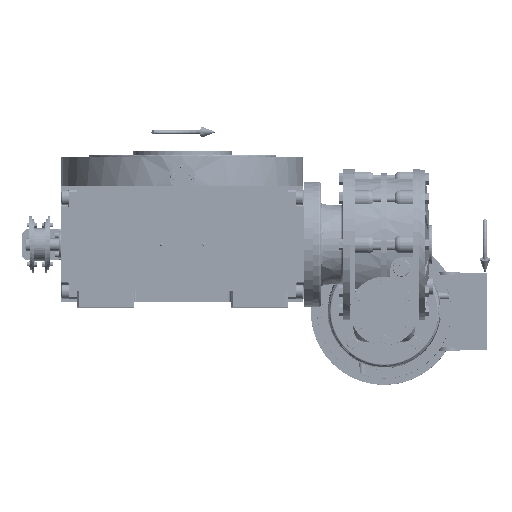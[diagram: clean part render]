
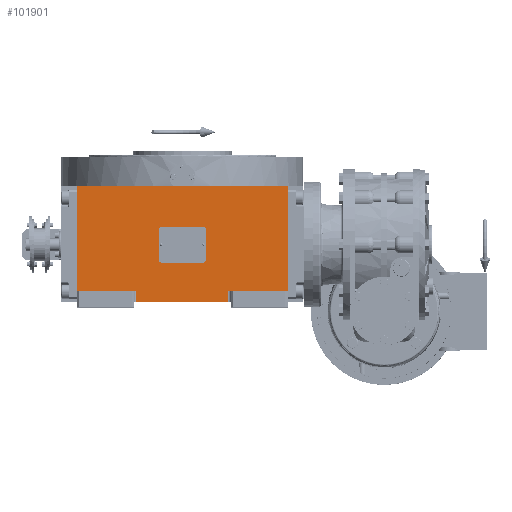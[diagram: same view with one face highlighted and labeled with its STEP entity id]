
A CAD part, top view. The second image highlights one B-rep face of the part: STEP entity #101901.
In plain terms, the highlighted planar face has unit normal (0, 0, 1).
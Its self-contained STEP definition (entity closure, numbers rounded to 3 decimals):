
#2585 = VECTOR ( 'NONE', #65590, 1000. ) ;
#5211 = EDGE_CURVE ( 'NONE', #150441, #61991, #153166, .T. ) ;
#7717 = CARTESIAN_POINT ( 'NONE',  ( -59., -73., 226. ) ) ;
#9917 = FACE_OUTER_BOUND ( 'NONE', #154650, .T. ) ;
#13619 = LINE ( 'NONE', #26384, #2585 ) ;
#13704 = EDGE_CURVE ( 'NONE', #19824, #93492, #45766, .T. ) ;
#13783 = LINE ( 'NONE', #106602, #97986 ) ;
#15651 = DIRECTION ( 'NONE',  ( 1., 0., 0. ) ) ;
#16460 = CARTESIAN_POINT ( 'NONE',  ( 59., -59., 226. ) ) ;
#19824 = VERTEX_POINT ( 'NONE', #167232 ) ;
#21029 = CARTESIAN_POINT ( 'NONE',  ( 135., -59., 226. ) ) ;
#22741 = AXIS2_PLACEMENT_3D ( 'NONE', #73799, #84912, #111305 ) ;
#25464 = ORIENTED_EDGE ( 'NONE', *, *, #5211, .T. ) ;
#26384 = CARTESIAN_POINT ( 'NONE',  ( -135., -59., 226. ) ) ;
#29995 = VERTEX_POINT ( 'NONE', #115621 ) ;
#36878 = VECTOR ( 'NONE', #95755, 1000. ) ;
#41841 = CARTESIAN_POINT ( 'NONE',  ( 135., 75., 226. ) ) ;
#41895 = DIRECTION ( 'NONE',  ( 0., -1., 0. ) ) ;
#42924 = LINE ( 'NONE', #69294, #111033 ) ;
#45766 = LINE ( 'NONE', #21029, #75324 ) ;
#48071 = ORIENTED_EDGE ( 'NONE', *, *, #155596, .F. ) ;
#51114 = CARTESIAN_POINT ( 'NONE',  ( -59., -73., 226. ) ) ;
#61427 = EDGE_CURVE ( 'NONE', #116604, #61991, #13783, .T. ) ;
#61991 = VERTEX_POINT ( 'NONE', #80831 ) ;
#62993 = ORIENTED_EDGE ( 'NONE', *, *, #112140, .T. ) ;
#65590 = DIRECTION ( 'NONE',  ( 1., 0., 0. ) ) ;
#69294 = CARTESIAN_POINT ( 'NONE',  ( 59., -59., 226. ) ) ;
#69956 = EDGE_CURVE ( 'NONE', #29995, #93492, #131581, .T. ) ;
#70712 = CARTESIAN_POINT ( 'NONE',  ( -59., -73., 226. ) ) ;
#73799 = CARTESIAN_POINT ( 'NONE',  ( -135., -73., 226. ) ) ;
#73811 = DIRECTION ( 'NONE',  ( 0., 1., 0. ) ) ;
#75324 = VECTOR ( 'NONE', #73811, 1000. ) ;
#78339 = DIRECTION ( 'NONE',  ( 0., 1., 0. ) ) ;
#80831 = CARTESIAN_POINT ( 'NONE',  ( 59., -73., 226. ) ) ;
#84912 = DIRECTION ( 'NONE',  ( 0., 0., 1. ) ) ;
#86886 = DIRECTION ( 'NONE',  ( 1., 0., 0. ) ) ;
#93492 = VERTEX_POINT ( 'NONE', #41841 ) ;
#95755 = DIRECTION ( 'NONE',  ( 0., 1., 0. ) ) ;
#96051 = VECTOR ( 'NONE', #78339, 1000. ) ;
#97986 = VECTOR ( 'NONE', #41895, 1000. ) ;
#101901 = ADVANCED_FACE ( 'NONE', ( #9917 ), #164745, .T. ) ;
#103579 = CARTESIAN_POINT ( 'NONE',  ( -135., -59., 226. ) ) ;
#104280 = ORIENTED_EDGE ( 'NONE', *, *, #61427, .F. ) ;
#106602 = CARTESIAN_POINT ( 'NONE',  ( 59., -59., 226. ) ) ;
#106758 = ORIENTED_EDGE ( 'NONE', *, *, #110701, .T. ) ;
#110701 = EDGE_CURVE ( 'NONE', #116604, #19824, #42924, .T. ) ;
#111033 = VECTOR ( 'NONE', #15651, 1000. ) ;
#111305 = DIRECTION ( 'NONE',  ( 1., 0., 0. ) ) ;
#112140 = EDGE_CURVE ( 'NONE', #159833, #118877, #13619, .T. ) ;
#115268 = VECTOR ( 'NONE', #86886, 1000. ) ;
#115621 = CARTESIAN_POINT ( 'NONE',  ( -135., 75., 226. ) ) ;
#116604 = VERTEX_POINT ( 'NONE', #16460 ) ;
#118867 = DIRECTION ( 'NONE',  ( 1., 0., 0. ) ) ;
#118877 = VERTEX_POINT ( 'NONE', #149216 ) ;
#127569 = EDGE_CURVE ( 'NONE', #150441, #118877, #167624, .T. ) ;
#131581 = LINE ( 'NONE', #141809, #134685 ) ;
#133979 = CARTESIAN_POINT ( 'NONE',  ( -135., -59., 226. ) ) ;
#134685 = VECTOR ( 'NONE', #118867, 1000. ) ;
#138803 = ORIENTED_EDGE ( 'NONE', *, *, #127569, .F. ) ;
#141443 = ORIENTED_EDGE ( 'NONE', *, *, #69956, .F. ) ;
#141809 = CARTESIAN_POINT ( 'NONE',  ( -135., 75., 226. ) ) ;
#148409 = LINE ( 'NONE', #133979, #36878 ) ;
#149216 = CARTESIAN_POINT ( 'NONE',  ( -59., -59., 226. ) ) ;
#150441 = VERTEX_POINT ( 'NONE', #70712 ) ;
#153166 = LINE ( 'NONE', #7717, #115268 ) ;
#154650 = EDGE_LOOP ( 'NONE', ( #25464, #104280, #106758, #163403, #141443, #48071, #62993, #138803 ) ) ;
#155596 = EDGE_CURVE ( 'NONE', #159833, #29995, #148409, .T. ) ;
#159833 = VERTEX_POINT ( 'NONE', #103579 ) ;
#163403 = ORIENTED_EDGE ( 'NONE', *, *, #13704, .T. ) ;
#164745 = PLANE ( 'NONE',  #22741 ) ;
#167232 = CARTESIAN_POINT ( 'NONE',  ( 135., -59., 226. ) ) ;
#167624 = LINE ( 'NONE', #51114, #96051 ) ;
